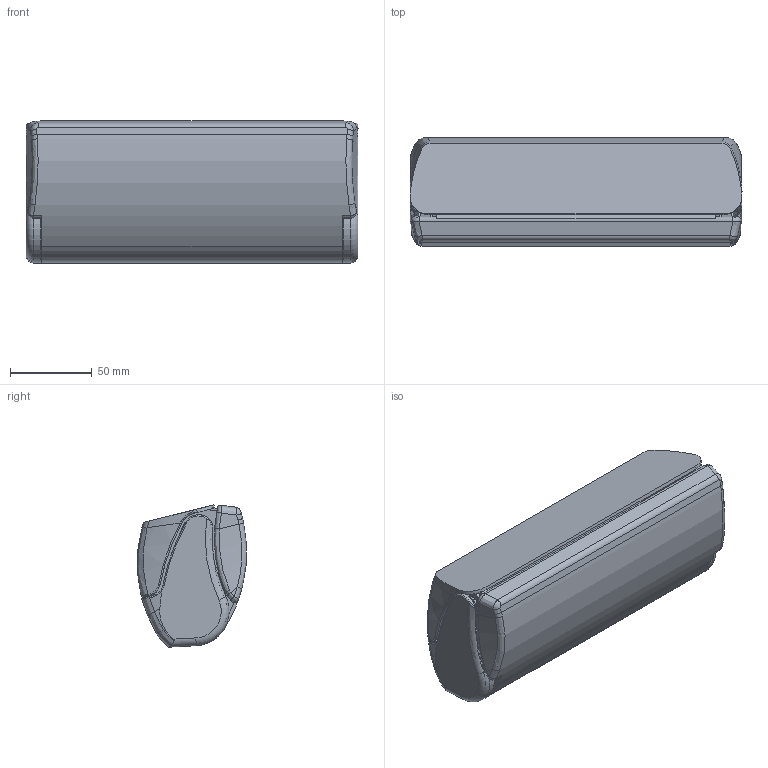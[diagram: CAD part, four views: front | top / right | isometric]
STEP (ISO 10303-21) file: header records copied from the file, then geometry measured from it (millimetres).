
FILE_DESCRIPTION(/* description */ (''),/* implementation_level */ '2;1');
FILE_NAME(/* name */ 'case2v2 v20.step',/* time_stamp */ '2023-09-07T14:43:02-04:00',/* author */ (''),/* organization */ (''),/* preprocessor_version */ 'ST-DEVELOPER v20',/* originating_system */ 'Autodesk Translation Framework v12.9.0.99',/* authorisation */ '');
FILE_SCHEMA (('AUTOMOTIVE_DESIGN { 1 0 10303 214 3 1 1 }'));
Length unit declared in the file: inch
Products named in the file (4): case2v2; lid; link; case
Assembly tree (3 placements, depth 2):
  case2v2
    lid
    link
    case
Bounding box: 203.2 x 66.73 x 87.07 mm (x, y, z)
Volume: 140009 mm3; surface area: 141025.9 mm2
Topology: 3 solids, 3 shells, 932 faces, 2669 edges, 1754 vertices
Faces by surface type: bspline 448, cylinder 291, plane 181, torus 12
Full cylindrical faces by diameter (mm): 3.175 x4, 3.683 x6, 7.112 x2, 12.7 x2
Entity records: 53192 total; most frequent: CARTESIAN_POINT 31373, ORIENTED_EDGE 5338, DIRECTION 3389, EDGE_CURVE 2669, VERTEX_POINT 1754, AXIS2_PLACEMENT_3D 1166, LINE 1057, VECTOR 1057
